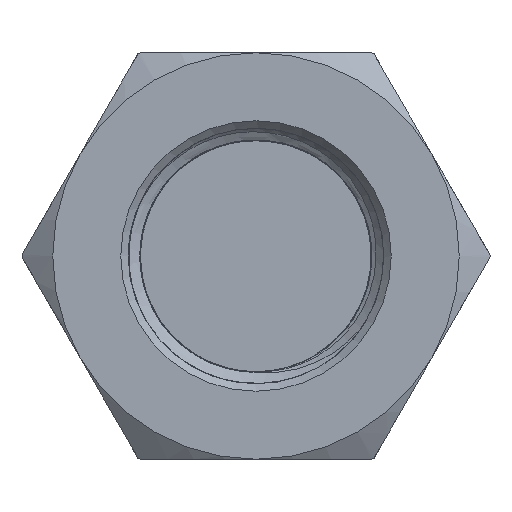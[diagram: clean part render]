
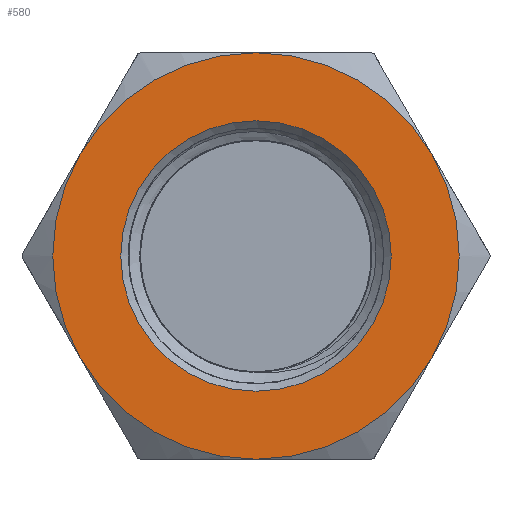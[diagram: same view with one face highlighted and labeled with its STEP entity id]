
A CAD part, left-side view. The second image highlights one B-rep face of the part: STEP entity #580.
In plain terms, the highlighted planar face has unit normal (-1, 0, 0).
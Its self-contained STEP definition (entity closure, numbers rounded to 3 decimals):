
#78=PLANE('',#649);
#115=FACE_BOUND('',#198,.T.);
#153=FACE_OUTER_BOUND('',#197,.T.);
#197=EDGE_LOOP('',(#516,#517,#518,#519,#520,#521));
#198=EDGE_LOOP('',(#522));
#210=CIRCLE('',#603,9.282);
#214=CIRCLE('',#619,13.95);
#216=CIRCLE('',#622,13.95);
#219=CIRCLE('',#626,13.95);
#220=CIRCLE('',#628,13.95);
#223=CIRCLE('',#632,13.95);
#231=CIRCLE('',#647,13.95);
#244=VERTEX_POINT('',#945);
#254=VERTEX_POINT('',#7146);
#259=VERTEX_POINT('',#7161);
#264=VERTEX_POINT('',#7176);
#271=VERTEX_POINT('',#7195);
#274=VERTEX_POINT('',#7206);
#279=VERTEX_POINT('',#7221);
#297=EDGE_CURVE('',#244,#244,#210,.T.);
#346=EDGE_CURVE('',#271,#279,#214,.T.);
#348=EDGE_CURVE('',#264,#271,#216,.T.);
#351=EDGE_CURVE('',#279,#259,#219,.T.);
#352=EDGE_CURVE('',#259,#274,#220,.T.);
#355=EDGE_CURVE('',#274,#254,#223,.T.);
#363=EDGE_CURVE('',#254,#264,#231,.T.);
#516=ORIENTED_EDGE('',*,*,#363,.F.);
#517=ORIENTED_EDGE('',*,*,#355,.F.);
#518=ORIENTED_EDGE('',*,*,#352,.F.);
#519=ORIENTED_EDGE('',*,*,#351,.F.);
#520=ORIENTED_EDGE('',*,*,#346,.F.);
#521=ORIENTED_EDGE('',*,*,#348,.F.);
#522=ORIENTED_EDGE('',*,*,#297,.T.);
#580=ADVANCED_FACE('',(#153,#115),#78,.T.);
#603=AXIS2_PLACEMENT_3D('',#946,#677,#678);
#619=AXIS2_PLACEMENT_3D('',#7235,#727,#728);
#622=AXIS2_PLACEMENT_3D('',#7238,#733,#734);
#626=AXIS2_PLACEMENT_3D('',#7242,#741,#742);
#628=AXIS2_PLACEMENT_3D('',#7244,#745,#746);
#632=AXIS2_PLACEMENT_3D('',#7248,#753,#754);
#647=AXIS2_PLACEMENT_3D('',#7264,#783,#784);
#649=AXIS2_PLACEMENT_3D('',#7266,#787,#788);
#677=DIRECTION('center_axis',(1.,0.,0.));
#678=DIRECTION('ref_axis',(0.,1.,0.));
#727=DIRECTION('center_axis',(1.,0.,0.));
#728=DIRECTION('ref_axis',(0.,-1.,0.));
#733=DIRECTION('center_axis',(1.,0.,0.));
#734=DIRECTION('ref_axis',(0.,-1.,0.));
#741=DIRECTION('center_axis',(1.,0.,0.));
#742=DIRECTION('ref_axis',(0.,-1.,0.));
#745=DIRECTION('center_axis',(1.,0.,0.));
#746=DIRECTION('ref_axis',(0.,-1.,0.));
#753=DIRECTION('center_axis',(1.,0.,0.));
#754=DIRECTION('ref_axis',(0.,-1.,0.));
#783=DIRECTION('center_axis',(1.,0.,0.));
#784=DIRECTION('ref_axis',(0.,-1.,0.));
#787=DIRECTION('center_axis',(-1.,0.,0.));
#788=DIRECTION('ref_axis',(0.,0.,1.));
#945=CARTESIAN_POINT('',(-24.5,9.282,0.));
#946=CARTESIAN_POINT('Origin',(-24.5,0.,0.));
#7146=CARTESIAN_POINT('',(-24.5,12.081,-6.975));
#7161=CARTESIAN_POINT('',(-24.5,-12.081,-6.975));
#7176=CARTESIAN_POINT('',(-24.5,12.081,6.975));
#7195=CARTESIAN_POINT('',(-24.5,0.,13.95));
#7206=CARTESIAN_POINT('',(-24.5,0.,-13.95));
#7221=CARTESIAN_POINT('',(-24.5,-12.081,6.975));
#7235=CARTESIAN_POINT('Origin',(-24.5,0.,0.));
#7238=CARTESIAN_POINT('Origin',(-24.5,0.,0.));
#7242=CARTESIAN_POINT('Origin',(-24.5,0.,0.));
#7244=CARTESIAN_POINT('Origin',(-24.5,0.,0.));
#7248=CARTESIAN_POINT('Origin',(-24.5,0.,0.));
#7264=CARTESIAN_POINT('Origin',(-24.5,0.,0.));
#7266=CARTESIAN_POINT('Origin',(-24.5,16.06,0.));
